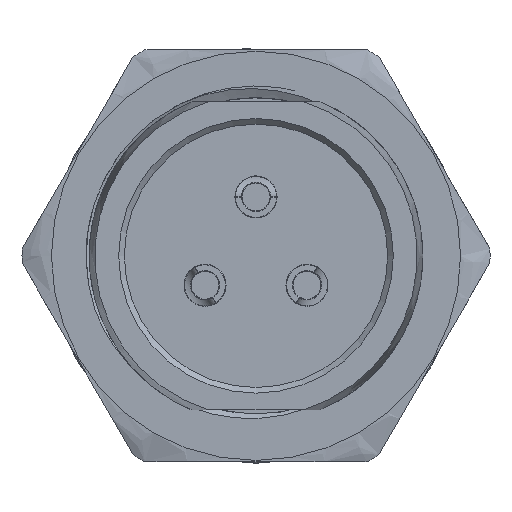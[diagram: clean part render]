
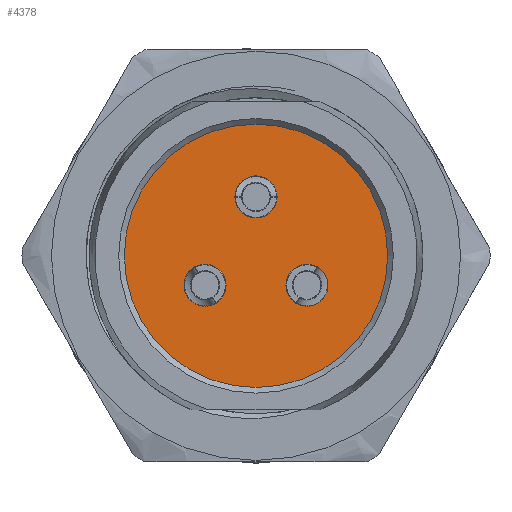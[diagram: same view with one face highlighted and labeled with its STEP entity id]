
A CAD part, front view. The second image highlights one B-rep face of the part: STEP entity #4378.
In plain terms, the highlighted planar face has unit normal (0, -1, 0).
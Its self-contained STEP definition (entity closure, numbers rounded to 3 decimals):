
#183=PLANE('',#4662);
#398=FACE_OUTER_BOUND('',#661,.T.);
#661=EDGE_LOOP('',(#3792));
#818=CIRCLE('',#4661,4.7);
#1957=VERTEX_POINT('',#18381);
#2577=EDGE_CURVE('',#1957,#1957,#818,.T.);
#3792=ORIENTED_EDGE('',*,*,#2577,.T.);
#4378=ADVANCED_FACE('',(#398),#183,.T.);
#4661=AXIS2_PLACEMENT_3D('',#18383,#5328,#5329);
#4662=AXIS2_PLACEMENT_3D('',#18384,#5330,#5331);
#5328=DIRECTION('center_axis',(0.,-1.,0.));
#5329=DIRECTION('ref_axis',(1.,0.,0.));
#5330=DIRECTION('center_axis',(0.,-1.,0.));
#5331=DIRECTION('ref_axis',(1.,0.,0.));
#18381=CARTESIAN_POINT('',(-4.7,-9.1,0.));
#18383=CARTESIAN_POINT('Origin',(0.,-9.1,0.));
#18384=CARTESIAN_POINT('Origin',(0.,-9.1,0.));
